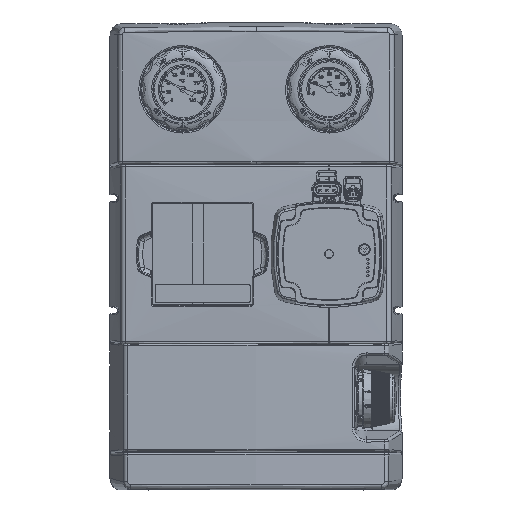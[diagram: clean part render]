
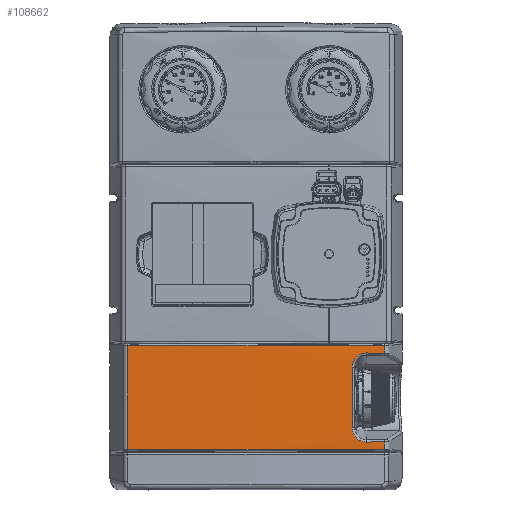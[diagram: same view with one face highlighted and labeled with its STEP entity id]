
A CAD part, top view. The second image highlights one B-rep face of the part: STEP entity #108662.
In plain terms, the highlighted cylindrical face has radius 2000 mm (diameter 4000 mm), a partial arc.
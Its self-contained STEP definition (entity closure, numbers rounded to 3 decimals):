
#108604=AXIS2_PLACEMENT_3D('Cylinder Axis2P3D',#108601,#108602,#108603) ;
#105892=CARTESIAN_POINT('Vertex',(47.39,-218.692,34.229)) ;
#105982=CARTESIAN_POINT('Vertex',(-172.39,-218.692,34.229)) ;
#105986=CARTESIAN_POINT('Control Point',(47.39,-218.692,34.229)) ;
#105987=CARTESIAN_POINT('Control Point',(19.974,-218.745,35.737)) ;
#105988=CARTESIAN_POINT('Control Point',(-7.467,-218.781,36.776)) ;
#105989=CARTESIAN_POINT('Control Point',(-34.923,-218.801,37.343)) ;
#105990=CARTESIAN_POINT('Control Point',(-78.907,-218.806,37.496)) ;
#105991=CARTESIAN_POINT('Control Point',(-122.875,-218.77,36.441)) ;
#105992=CARTESIAN_POINT('Control Point',(-139.388,-218.75,35.874)) ;
#105993=CARTESIAN_POINT('Control Point',(-155.893,-218.724,35.137)) ;
#105994=CARTESIAN_POINT('Control Point',(-172.39,-218.692,34.229)) ;
#106462=CARTESIAN_POINT('Line Origine',(-172.39,-263.,34.229)) ;
#106466=CARTESIAN_POINT('Vertex',(-172.39,-307.308,34.229)) ;
#107081=CARTESIAN_POINT('Vertex',(47.39,-307.308,34.229)) ;
#107085=CARTESIAN_POINT('Control Point',(47.39,-307.308,34.229)) ;
#107086=CARTESIAN_POINT('Control Point',(19.974,-307.255,35.737)) ;
#107087=CARTESIAN_POINT('Control Point',(-7.467,-307.219,36.776)) ;
#107088=CARTESIAN_POINT('Control Point',(-34.923,-307.199,37.343)) ;
#107089=CARTESIAN_POINT('Control Point',(-78.907,-307.194,37.496)) ;
#107090=CARTESIAN_POINT('Control Point',(-122.875,-307.23,36.441)) ;
#107091=CARTESIAN_POINT('Control Point',(-139.388,-307.25,35.874)) ;
#107092=CARTESIAN_POINT('Control Point',(-155.893,-307.276,35.137)) ;
#107093=CARTESIAN_POINT('Control Point',(-172.39,-307.308,34.229)) ;
#108212=CARTESIAN_POINT('Line Origine',(47.39,-263.,34.229)) ;
#108216=CARTESIAN_POINT('Vertex',(47.39,-300.933,34.229)) ;
#108403=CARTESIAN_POINT('Line Origine',(47.39,-263.,34.229)) ;
#108407=CARTESIAN_POINT('Vertex',(47.39,-225.067,34.229)) ;
#108601=CARTESIAN_POINT('Axis2P3D Location',(-62.5,-263.,-1962.75)) ;
#108607=CARTESIAN_POINT('Control Point',(47.39,-300.933,34.229)) ;
#108608=CARTESIAN_POINT('Control Point',(42.198,-300.984,34.514)) ;
#108609=CARTESIAN_POINT('Control Point',(37.006,-301.03,34.78)) ;
#108610=CARTESIAN_POINT('Control Point',(31.813,-301.074,35.025)) ;
#108611=CARTESIAN_POINT('Vertex',(31.813,-301.074,35.025)) ;
#108615=CARTESIAN_POINT('Control Point',(31.813,-301.074,35.025)) ;
#108616=CARTESIAN_POINT('Control Point',(28.03,-301.105,35.204)) ;
#108617=CARTESIAN_POINT('Control Point',(24.219,-299.632,35.375)) ;
#108618=CARTESIAN_POINT('Control Point',(21.259,-296.575,35.496)) ;
#108619=CARTESIAN_POINT('Control Point',(19.826,-292.796,35.555)) ;
#108620=CARTESIAN_POINT('Control Point',(19.826,-289.019,35.555)) ;
#108621=CARTESIAN_POINT('Vertex',(19.826,-289.019,35.555)) ;
#108624=CARTESIAN_POINT('Line Origine',(19.826,-263.,35.555)) ;
#108628=CARTESIAN_POINT('Vertex',(19.826,-236.981,35.555)) ;
#108632=CARTESIAN_POINT('Control Point',(19.826,-236.981,35.555)) ;
#108633=CARTESIAN_POINT('Control Point',(19.826,-235.363,35.555)) ;
#108634=CARTESIAN_POINT('Control Point',(20.091,-233.744,35.544)) ;
#108635=CARTESIAN_POINT('Control Point',(20.624,-232.182,35.522)) ;
#108636=CARTESIAN_POINT('Control Point',(22.454,-228.812,35.446)) ;
#108637=CARTESIAN_POINT('Control Point',(25.463,-226.361,35.316)) ;
#108638=CARTESIAN_POINT('Control Point',(27.484,-225.383,35.226)) ;
#108639=CARTESIAN_POINT('Control Point',(29.651,-224.908,35.127)) ;
#108640=CARTESIAN_POINT('Control Point',(31.813,-224.926,35.025)) ;
#108641=CARTESIAN_POINT('Vertex',(31.813,-224.926,35.025)) ;
#108645=CARTESIAN_POINT('Control Point',(47.39,-225.067,34.229)) ;
#108646=CARTESIAN_POINT('Control Point',(42.198,-225.016,34.514)) ;
#108647=CARTESIAN_POINT('Control Point',(37.006,-224.97,34.78)) ;
#108648=CARTESIAN_POINT('Control Point',(31.813,-224.926,35.025)) ;
#106463=DIRECTION('Vector Direction',(0.,-1.,0.)) ;
#108213=DIRECTION('Vector Direction',(0.,1.,0.)) ;
#108404=DIRECTION('Vector Direction',(0.,1.,0.)) ;
#108602=DIRECTION('Axis2P3D Direction',(0.,1.,-0.)) ;
#108603=DIRECTION('Axis2P3D XDirection',(-0.055,0.,0.998)) ;
#108625=DIRECTION('Vector Direction',(0.,1.,0.)) ;
#106464=VECTOR('Line Direction',#106463,1.) ;
#108214=VECTOR('Line Direction',#108213,1.) ;
#108405=VECTOR('Line Direction',#108404,1.) ;
#108626=VECTOR('Line Direction',#108625,1.) ;
#108651=ORIENTED_EDGE('',*,*,#108409,.T.) ;
#108652=ORIENTED_EDGE('',*,*,#105995,.T.) ;
#108653=ORIENTED_EDGE('',*,*,#106468,.F.) ;
#108654=ORIENTED_EDGE('',*,*,#107094,.T.) ;
#108655=ORIENTED_EDGE('',*,*,#108218,.T.) ;
#108656=ORIENTED_EDGE('',*,*,#108613,.T.) ;
#108657=ORIENTED_EDGE('',*,*,#108623,.T.) ;
#108658=ORIENTED_EDGE('',*,*,#108630,.T.) ;
#108659=ORIENTED_EDGE('',*,*,#108643,.T.) ;
#108660=ORIENTED_EDGE('',*,*,#108649,.T.) ;
#108662=ADVANCED_FACE('PartBody',(#108661),#108605,.T.) ;
#105985=B_SPLINE_CURVE_WITH_KNOTS('',5,(#105986,#105987,#105988,#105989,#105990,#105991,#105992,#105993,#105994),.UNSPECIFIED.,.F.,.U.,(6,3,6),(91.688,285.763,402.543),.UNSPECIFIED.) ;
#107084=B_SPLINE_CURVE_WITH_KNOTS('',5,(#107085,#107086,#107087,#107088,#107089,#107090,#107091,#107092,#107093),.UNSPECIFIED.,.F.,.U.,(6,3,6),(91.688,285.763,402.543),.UNSPECIFIED.) ;
#108606=B_SPLINE_CURVE_WITH_KNOTS('',3,(#108607,#108608,#108609,#108610),.UNSPECIFIED.,.F.,.U.,(4,4),(62.167,84.215),.UNSPECIFIED.) ;
#108614=B_SPLINE_CURVE_WITH_KNOTS('',5,(#108615,#108616,#108617,#108618,#108619,#108620),.UNSPECIFIED.,.F.,.U.,(6,6),(37.339,61.989),.UNSPECIFIED.) ;
#108631=B_SPLINE_CURVE_WITH_KNOTS('',5,(#108632,#108633,#108634,#108635,#108636,#108637,#108638,#108639,#108640),.UNSPECIFIED.,.F.,.U.,(6,3,6),(37.206,47.768,61.856),.UNSPECIFIED.) ;
#108644=B_SPLINE_CURVE_WITH_KNOTS('',3,(#108645,#108646,#108647,#108648),.UNSPECIFIED.,.F.,.U.,(4,4),(62.167,84.215),.UNSPECIFIED.) ;
#108605=CYLINDRICAL_SURFACE('generated cylinder',#108604,2000.) ;
#105995=EDGE_CURVE('',#105893,#105983,#105985,.T.) ;
#106468=EDGE_CURVE('',#106467,#105983,#106465,.F.) ;
#107094=EDGE_CURVE('',#106467,#107082,#107084,.F.) ;
#108218=EDGE_CURVE('',#107082,#108217,#108215,.T.) ;
#108409=EDGE_CURVE('',#108408,#105893,#108406,.T.) ;
#108613=EDGE_CURVE('',#108217,#108612,#108606,.T.) ;
#108623=EDGE_CURVE('',#108612,#108622,#108614,.T.) ;
#108630=EDGE_CURVE('',#108622,#108629,#108627,.T.) ;
#108643=EDGE_CURVE('',#108629,#108642,#108631,.T.) ;
#108649=EDGE_CURVE('',#108642,#108408,#108644,.F.) ;
#108650=EDGE_LOOP('',(#108651,#108652,#108653,#108654,#108655,#108656,#108657,#108658,#108659,#108660)) ;
#108661=FACE_OUTER_BOUND('',#108650,.T.) ;
#106465=LINE('Line',#106462,#106464) ;
#108215=LINE('Line',#108212,#108214) ;
#108406=LINE('Line',#108403,#108405) ;
#108627=LINE('Line',#108624,#108626) ;
#105893=VERTEX_POINT('',#105892) ;
#105983=VERTEX_POINT('',#105982) ;
#106467=VERTEX_POINT('',#106466) ;
#107082=VERTEX_POINT('',#107081) ;
#108217=VERTEX_POINT('',#108216) ;
#108408=VERTEX_POINT('',#108407) ;
#108612=VERTEX_POINT('',#108611) ;
#108622=VERTEX_POINT('',#108621) ;
#108629=VERTEX_POINT('',#108628) ;
#108642=VERTEX_POINT('',#108641) ;
